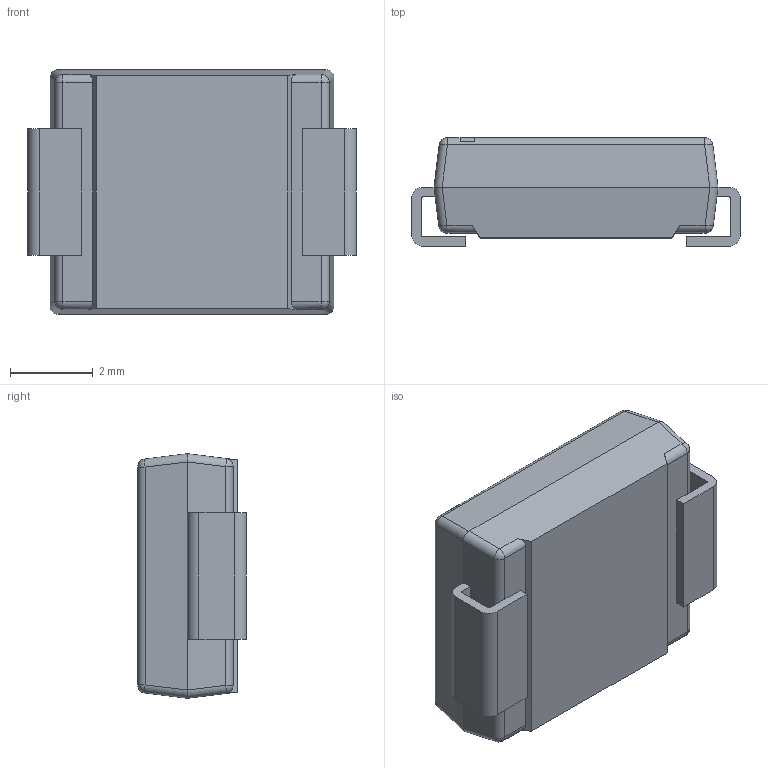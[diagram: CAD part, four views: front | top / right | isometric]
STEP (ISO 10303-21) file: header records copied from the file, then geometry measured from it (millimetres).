
FILE_DESCRIPTION (( 'STEP AP214' ), '1' );
FILE_NAME ('1.5SMC100C.STEP', '2022-01-21T03:34:37', ( '' ), ( '' ), 'SwSTEP 2.0', 'SolidWorks 2017', '' );
FILE_SCHEMA (( 'AUTOMOTIVE_DESIGN' ));
Length unit declared in the file: millimetre
Products named in the file (1): 1.5SMC100C
Bounding box: 7.94 x 2.62 x 5.91 mm (x, y, z)
Volume: 95.6 mm3; surface area: 174.3 mm2
Topology: 4 solids, 4 shells, 78 faces, 186 edges, 108 vertices
Faces by surface type: plane 42, cylinder 28, sphere 8
Entity records: 2215 total; most frequent: CARTESIAN_POINT 389, DIRECTION 376, ORIENTED_EDGE 356, EDGE_CURVE 178, AXIS2_PLACEMENT_3D 127, VECTOR 122, LINE 122, VERTEX_POINT 108
